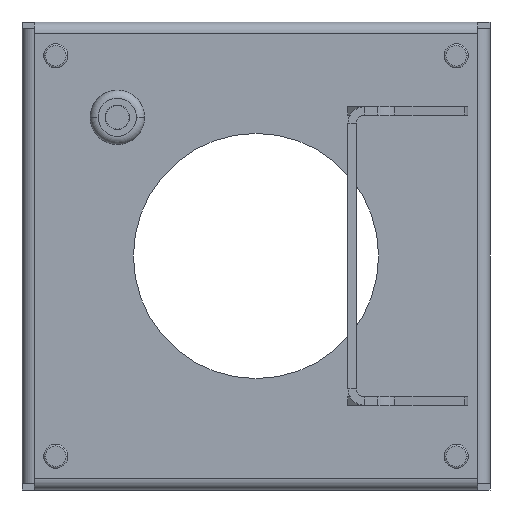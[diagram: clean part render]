
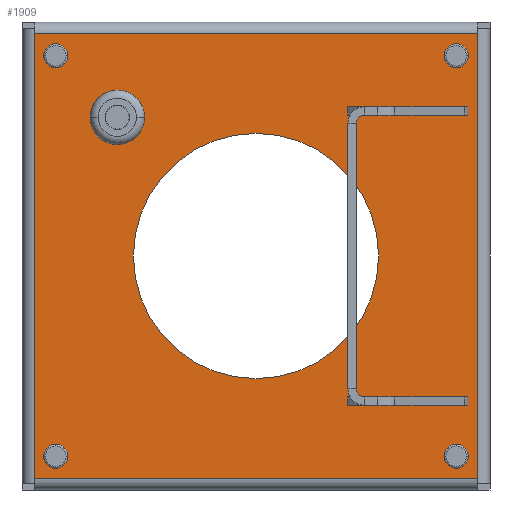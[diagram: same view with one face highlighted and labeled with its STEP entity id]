
A CAD part, front view. The second image highlights one B-rep face of the part: STEP entity #1909.
In plain terms, the highlighted planar face has unit normal (0, -1, 0).
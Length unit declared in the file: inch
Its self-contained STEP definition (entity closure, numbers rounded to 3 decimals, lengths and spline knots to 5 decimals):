
#323=DIRECTION('',(0.,0.,-1.));
#324=VECTOR('',#323,3.268);
#325=CARTESIAN_POINT('',(1.628,-0.048,1.634));
#326=LINE('',#325,#324);
#336=DIRECTION('',(1.,0.,0.));
#337=VECTOR('',#336,0.15);
#338=CARTESIAN_POINT('',(1.405,-0.048,1.095));
#339=LINE('',#338,#337);
#340=DIRECTION('',(0.,0.,1.));
#341=VECTOR('',#340,0.06);
#342=CARTESIAN_POINT('',(1.405,-0.048,1.035));
#343=LINE('',#342,#341);
#344=DIRECTION('',(-1.,0.,0.));
#345=VECTOR('',#344,0.15);
#346=CARTESIAN_POINT('',(1.555,-0.048,1.035));
#347=LINE('',#346,#345);
#348=DIRECTION('',(0.,0.,-1.));
#349=VECTOR('',#348,0.06);
#350=CARTESIAN_POINT('',(1.555,-0.048,1.095));
#351=LINE('',#350,#349);
#352=DIRECTION('',(1.,0.,0.));
#353=VECTOR('',#352,0.15);
#354=CARTESIAN_POINT('',(0.675,-0.048,1.095));
#355=LINE('',#354,#353);
#356=DIRECTION('',(0.,0.,1.));
#357=VECTOR('',#356,0.06);
#358=CARTESIAN_POINT('',(0.675,-0.048,1.035));
#359=LINE('',#358,#357);
#360=DIRECTION('',(-1.,0.,0.));
#361=VECTOR('',#360,0.15);
#362=CARTESIAN_POINT('',(0.825,-0.048,1.035));
#363=LINE('',#362,#361);
#364=DIRECTION('',(0.,0.,-1.));
#365=VECTOR('',#364,0.06);
#366=CARTESIAN_POINT('',(0.825,-0.048,1.095));
#367=LINE('',#366,#365);
#368=DIRECTION('',(0.,0.,1.));
#369=VECTOR('',#368,0.06);
#370=CARTESIAN_POINT('',(1.405,-0.048,-1.095));
#371=LINE('',#370,#369);
#372=DIRECTION('',(-1.,0.,0.));
#373=VECTOR('',#372,0.15);
#374=CARTESIAN_POINT('',(1.555,-0.048,-1.095));
#375=LINE('',#374,#373);
#376=DIRECTION('',(0.,0.,-1.));
#377=VECTOR('',#376,0.06);
#378=CARTESIAN_POINT('',(1.555,-0.048,-1.035));
#379=LINE('',#378,#377);
#380=DIRECTION('',(1.,0.,0.));
#381=VECTOR('',#380,0.15);
#382=CARTESIAN_POINT('',(1.405,-0.048,-1.035));
#383=LINE('',#382,#381);
#384=DIRECTION('',(0.,0.,1.));
#385=VECTOR('',#384,0.06);
#386=CARTESIAN_POINT('',(0.675,-0.048,-1.095));
#387=LINE('',#386,#385);
#388=DIRECTION('',(-1.,0.,0.));
#389=VECTOR('',#388,0.15);
#390=CARTESIAN_POINT('',(0.825,-0.048,-1.095));
#391=LINE('',#390,#389);
#392=DIRECTION('',(0.,0.,-1.));
#393=VECTOR('',#392,0.06);
#394=CARTESIAN_POINT('',(0.825,-0.048,-1.035));
#395=LINE('',#394,#393);
#396=DIRECTION('',(1.,0.,0.));
#397=VECTOR('',#396,0.15);
#398=CARTESIAN_POINT('',(0.675,-0.048,-1.035));
#399=LINE('',#398,#397);
#400=CARTESIAN_POINT('',(-1.018,-0.048,1.018));
#401=DIRECTION('',(0.,-1.,0.));
#402=DIRECTION('',(-1.,0.,0.));
#403=AXIS2_PLACEMENT_3D('',#400,#401,#402);
#405=CARTESIAN_POINT('',(-1.018,-0.048,1.018));
#406=DIRECTION('',(0.,-1.,0.));
#407=DIRECTION('',(1.,0.,0.));
#408=AXIS2_PLACEMENT_3D('',#405,#406,#407);
#410=CARTESIAN_POINT('',(-1.47,-0.048,-1.47));
#411=DIRECTION('',(0.,-1.,0.));
#412=DIRECTION('',(-1.,0.,0.));
#413=AXIS2_PLACEMENT_3D('',#410,#411,#412);
#415=CARTESIAN_POINT('',(-1.47,-0.048,-1.47));
#416=DIRECTION('',(0.,-1.,0.));
#417=DIRECTION('',(1.,0.,0.));
#418=AXIS2_PLACEMENT_3D('',#415,#416,#417);
#420=CARTESIAN_POINT('',(-1.47,-0.048,1.47));
#421=DIRECTION('',(0.,-1.,0.));
#422=DIRECTION('',(-1.,0.,0.));
#423=AXIS2_PLACEMENT_3D('',#420,#421,#422);
#425=CARTESIAN_POINT('',(-1.47,-0.048,1.47));
#426=DIRECTION('',(0.,-1.,0.));
#427=DIRECTION('',(1.,0.,0.));
#428=AXIS2_PLACEMENT_3D('',#425,#426,#427);
#430=CARTESIAN_POINT('',(1.47,-0.048,1.47));
#431=DIRECTION('',(0.,-1.,0.));
#432=DIRECTION('',(-1.,0.,0.));
#433=AXIS2_PLACEMENT_3D('',#430,#431,#432);
#435=CARTESIAN_POINT('',(1.47,-0.048,1.47));
#436=DIRECTION('',(0.,-1.,0.));
#437=DIRECTION('',(1.,0.,0.));
#438=AXIS2_PLACEMENT_3D('',#435,#436,#437);
#440=CARTESIAN_POINT('',(1.47,-0.048,-1.47));
#441=DIRECTION('',(0.,-1.,0.));
#442=DIRECTION('',(-1.,0.,0.));
#443=AXIS2_PLACEMENT_3D('',#440,#441,#442);
#445=CARTESIAN_POINT('',(1.47,-0.048,-1.47));
#446=DIRECTION('',(0.,-1.,0.));
#447=DIRECTION('',(1.,0.,0.));
#448=AXIS2_PLACEMENT_3D('',#445,#446,#447);
#450=CARTESIAN_POINT('',(0.,-0.048,0.));
#451=DIRECTION('',(0.,1.,0.));
#452=DIRECTION('',(-1.,0.,0.));
#453=AXIS2_PLACEMENT_3D('',#450,#451,#452);
#455=CARTESIAN_POINT('',(0.,-0.048,0.));
#456=DIRECTION('',(0.,1.,0.));
#457=DIRECTION('',(1.,0.,0.));
#458=AXIS2_PLACEMENT_3D('',#455,#456,#457);
#473=DIRECTION('',(0.,0.,1.));
#474=VECTOR('',#473,3.268);
#475=CARTESIAN_POINT('',(-1.628,-0.048,-1.634));
#476=LINE('',#475,#474);
#524=DIRECTION('',(1.,0.,0.));
#525=VECTOR('',#524,3.256);
#526=CARTESIAN_POINT('',(-1.628,-0.048,1.634));
#527=LINE('',#526,#525);
#608=DIRECTION('',(-1.,0.,0.));
#609=VECTOR('',#608,3.256);
#610=CARTESIAN_POINT('',(1.628,-0.048,-1.634));
#611=LINE('',#610,#609);
#1092=CARTESIAN_POINT('',(-1.628,-0.048,1.634));
#1093=VERTEX_POINT('',#1092);
#1096=CARTESIAN_POINT('',(1.628,-0.048,1.634));
#1097=VERTEX_POINT('',#1096);
#1180=CARTESIAN_POINT('',(1.628,-0.048,-1.634));
#1181=VERTEX_POINT('',#1180);
#1184=CARTESIAN_POINT('',(-1.628,-0.048,-1.634));
#1185=VERTEX_POINT('',#1184);
#1206=CARTESIAN_POINT('',(-0.9,-0.048,0.));
#1207=CARTESIAN_POINT('',(0.9,-0.048,0.));
#1208=VERTEX_POINT('',#1206);
#1209=VERTEX_POINT('',#1207);
#1226=CARTESIAN_POINT('',(-1.558,-0.048,-1.47));
#1227=CARTESIAN_POINT('',(-1.382,-0.048,-1.47));
#1228=VERTEX_POINT('',#1226);
#1229=VERTEX_POINT('',#1227);
#1230=CARTESIAN_POINT('',(-1.558,-0.048,1.47));
#1231=CARTESIAN_POINT('',(-1.382,-0.048,1.47));
#1232=VERTEX_POINT('',#1230);
#1233=VERTEX_POINT('',#1231);
#1234=CARTESIAN_POINT('',(1.382,-0.048,1.47));
#1235=CARTESIAN_POINT('',(1.558,-0.048,1.47));
#1236=VERTEX_POINT('',#1234);
#1237=VERTEX_POINT('',#1235);
#1238=CARTESIAN_POINT('',(1.382,-0.048,-1.47));
#1239=CARTESIAN_POINT('',(1.558,-0.048,-1.47));
#1240=VERTEX_POINT('',#1238);
#1241=VERTEX_POINT('',#1239);
#1258=CARTESIAN_POINT('',(1.405,-0.048,1.095));
#1259=CARTESIAN_POINT('',(1.555,-0.048,1.095));
#1260=VERTEX_POINT('',#1258);
#1261=VERTEX_POINT('',#1259);
#1262=CARTESIAN_POINT('',(1.555,-0.048,1.035));
#1263=VERTEX_POINT('',#1262);
#1264=CARTESIAN_POINT('',(1.405,-0.048,1.035));
#1265=VERTEX_POINT('',#1264);
#1266=CARTESIAN_POINT('',(0.675,-0.048,1.095));
#1267=CARTESIAN_POINT('',(0.825,-0.048,1.095));
#1268=VERTEX_POINT('',#1266);
#1269=VERTEX_POINT('',#1267);
#1270=CARTESIAN_POINT('',(0.825,-0.048,1.035));
#1271=VERTEX_POINT('',#1270);
#1272=CARTESIAN_POINT('',(0.675,-0.048,1.035));
#1273=VERTEX_POINT('',#1272);
#1274=CARTESIAN_POINT('',(1.405,-0.048,-1.095));
#1275=CARTESIAN_POINT('',(1.405,-0.048,-1.035));
#1276=VERTEX_POINT('',#1274);
#1277=VERTEX_POINT('',#1275);
#1278=CARTESIAN_POINT('',(1.555,-0.048,-1.035));
#1279=VERTEX_POINT('',#1278);
#1280=CARTESIAN_POINT('',(1.555,-0.048,-1.095));
#1281=VERTEX_POINT('',#1280);
#1282=CARTESIAN_POINT('',(0.675,-0.048,-1.095));
#1283=CARTESIAN_POINT('',(0.675,-0.048,-1.035));
#1284=VERTEX_POINT('',#1282);
#1285=VERTEX_POINT('',#1283);
#1286=CARTESIAN_POINT('',(0.825,-0.048,-1.035));
#1287=VERTEX_POINT('',#1286);
#1288=CARTESIAN_POINT('',(0.825,-0.048,-1.095));
#1289=VERTEX_POINT('',#1288);
#1322=CARTESIAN_POINT('',(-1.143,-0.048,1.018));
#1323=CARTESIAN_POINT('',(-0.893,-0.048,1.018));
#1324=VERTEX_POINT('',#1322);
#1325=VERTEX_POINT('',#1323);
#1819=CARTESIAN_POINT('',(0.,-0.048,0.));
#1820=DIRECTION('',(0.,1.,0.));
#1821=DIRECTION('',(1.,0.,0.));
#1822=AXIS2_PLACEMENT_3D('',#1819,#1820,#1821);
#1823=PLANE('',#1822);
#1825=ORIENTED_EDGE('',*,*,#1824,.T.);
#1827=ORIENTED_EDGE('',*,*,#1826,.T.);
#1828=ORIENTED_EDGE('',*,*,#1812,.T.);
#1830=ORIENTED_EDGE('',*,*,#1829,.T.);
#1831=EDGE_LOOP('',(#1825,#1827,#1828,#1830));
#1832=FACE_OUTER_BOUND('',#1831,.F.);
#1834=ORIENTED_EDGE('',*,*,#1833,.F.);
#1836=ORIENTED_EDGE('',*,*,#1835,.F.);
#1838=ORIENTED_EDGE('',*,*,#1837,.F.);
#1840=ORIENTED_EDGE('',*,*,#1839,.F.);
#1841=EDGE_LOOP('',(#1834,#1836,#1838,#1840));
#1842=FACE_BOUND('',#1841,.F.);
#1844=ORIENTED_EDGE('',*,*,#1843,.F.);
#1846=ORIENTED_EDGE('',*,*,#1845,.F.);
#1848=ORIENTED_EDGE('',*,*,#1847,.F.);
#1850=ORIENTED_EDGE('',*,*,#1849,.F.);
#1851=EDGE_LOOP('',(#1844,#1846,#1848,#1850));
#1852=FACE_BOUND('',#1851,.F.);
#1854=ORIENTED_EDGE('',*,*,#1853,.F.);
#1856=ORIENTED_EDGE('',*,*,#1855,.F.);
#1858=ORIENTED_EDGE('',*,*,#1857,.F.);
#1860=ORIENTED_EDGE('',*,*,#1859,.F.);
#1861=EDGE_LOOP('',(#1854,#1856,#1858,#1860));
#1862=FACE_BOUND('',#1861,.F.);
#1864=ORIENTED_EDGE('',*,*,#1863,.F.);
#1866=ORIENTED_EDGE('',*,*,#1865,.F.);
#1868=ORIENTED_EDGE('',*,*,#1867,.F.);
#1870=ORIENTED_EDGE('',*,*,#1869,.F.);
#1871=EDGE_LOOP('',(#1864,#1866,#1868,#1870));
#1872=FACE_BOUND('',#1871,.F.);
#1874=ORIENTED_EDGE('',*,*,#1873,.T.);
#1876=ORIENTED_EDGE('',*,*,#1875,.T.);
#1877=EDGE_LOOP('',(#1874,#1876));
#1878=FACE_BOUND('',#1877,.F.);
#1880=ORIENTED_EDGE('',*,*,#1879,.T.);
#1882=ORIENTED_EDGE('',*,*,#1881,.T.);
#1883=EDGE_LOOP('',(#1880,#1882));
#1884=FACE_BOUND('',#1883,.F.);
#1886=ORIENTED_EDGE('',*,*,#1885,.T.);
#1888=ORIENTED_EDGE('',*,*,#1887,.T.);
#1889=EDGE_LOOP('',(#1886,#1888));
#1890=FACE_BOUND('',#1889,.F.);
#1892=ORIENTED_EDGE('',*,*,#1891,.T.);
#1894=ORIENTED_EDGE('',*,*,#1893,.T.);
#1895=EDGE_LOOP('',(#1892,#1894));
#1896=FACE_BOUND('',#1895,.F.);
#1898=ORIENTED_EDGE('',*,*,#1897,.T.);
#1900=ORIENTED_EDGE('',*,*,#1899,.T.);
#1901=EDGE_LOOP('',(#1898,#1900));
#1902=FACE_BOUND('',#1901,.F.);
#1904=ORIENTED_EDGE('',*,*,#1903,.F.);
#1906=ORIENTED_EDGE('',*,*,#1905,.F.);
#1907=EDGE_LOOP('',(#1904,#1906));
#1908=FACE_BOUND('',#1907,.F.);
#1909=ADVANCED_FACE('',(#1832,#1842,#1852,#1862,#1872,#1878,#1884,#1890,#1896,
#1902,#1908),#1823,.F.);
#404=CIRCLE('',#403,0.125);
#409=CIRCLE('',#408,0.125);
#414=CIRCLE('',#413,0.088);
#419=CIRCLE('',#418,0.088);
#424=CIRCLE('',#423,0.088);
#429=CIRCLE('',#428,0.088);
#434=CIRCLE('',#433,0.088);
#439=CIRCLE('',#438,0.088);
#444=CIRCLE('',#443,0.088);
#449=CIRCLE('',#448,0.088);
#454=CIRCLE('',#453,0.9);
#459=CIRCLE('',#458,0.9);
#1812=EDGE_CURVE('',#1097,#1181,#326,.T.);
#1824=EDGE_CURVE('',#1185,#1093,#476,.T.);
#1826=EDGE_CURVE('',#1093,#1097,#527,.T.);
#1829=EDGE_CURVE('',#1181,#1185,#611,.T.);
#1833=EDGE_CURVE('',#1260,#1261,#339,.T.);
#1835=EDGE_CURVE('',#1265,#1260,#343,.T.);
#1837=EDGE_CURVE('',#1263,#1265,#347,.T.);
#1839=EDGE_CURVE('',#1261,#1263,#351,.T.);
#1843=EDGE_CURVE('',#1268,#1269,#355,.T.);
#1845=EDGE_CURVE('',#1273,#1268,#359,.T.);
#1847=EDGE_CURVE('',#1271,#1273,#363,.T.);
#1849=EDGE_CURVE('',#1269,#1271,#367,.T.);
#1853=EDGE_CURVE('',#1276,#1277,#371,.T.);
#1855=EDGE_CURVE('',#1281,#1276,#375,.T.);
#1857=EDGE_CURVE('',#1279,#1281,#379,.T.);
#1859=EDGE_CURVE('',#1277,#1279,#383,.T.);
#1863=EDGE_CURVE('',#1284,#1285,#387,.T.);
#1865=EDGE_CURVE('',#1289,#1284,#391,.T.);
#1867=EDGE_CURVE('',#1287,#1289,#395,.T.);
#1869=EDGE_CURVE('',#1285,#1287,#399,.T.);
#1873=EDGE_CURVE('',#1324,#1325,#404,.T.);
#1875=EDGE_CURVE('',#1325,#1324,#409,.T.);
#1879=EDGE_CURVE('',#1228,#1229,#414,.T.);
#1881=EDGE_CURVE('',#1229,#1228,#419,.T.);
#1885=EDGE_CURVE('',#1232,#1233,#424,.T.);
#1887=EDGE_CURVE('',#1233,#1232,#429,.T.);
#1891=EDGE_CURVE('',#1236,#1237,#434,.T.);
#1893=EDGE_CURVE('',#1237,#1236,#439,.T.);
#1897=EDGE_CURVE('',#1240,#1241,#444,.T.);
#1899=EDGE_CURVE('',#1241,#1240,#449,.T.);
#1903=EDGE_CURVE('',#1208,#1209,#454,.T.);
#1905=EDGE_CURVE('',#1209,#1208,#459,.T.);
